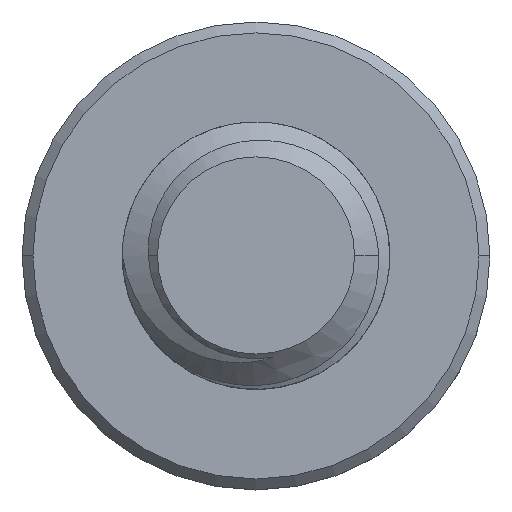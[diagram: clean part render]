
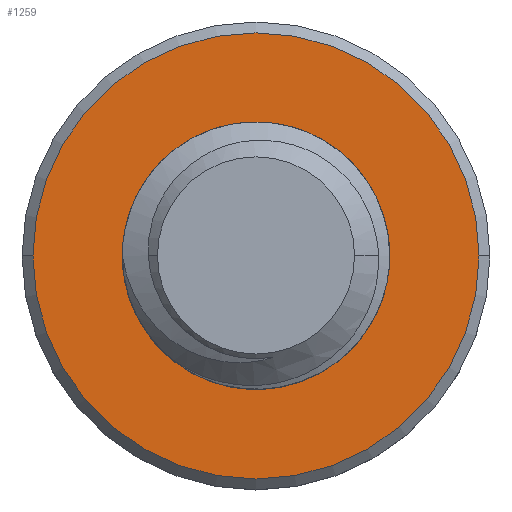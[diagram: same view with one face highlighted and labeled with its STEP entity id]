
A CAD part, top view. The second image highlights one B-rep face of the part: STEP entity #1259.
In plain terms, the highlighted planar face has unit normal (0, 0, 1).
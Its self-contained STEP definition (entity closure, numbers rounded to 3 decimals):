
#5 = EDGE_LOOP ( 'NONE', ( #801, #1321 ) ) ;
#14 = AXIS2_PLACEMENT_3D ( 'NONE', #1359, #409, #1343 ) ;
#130 = ORIENTED_EDGE ( 'NONE', *, *, #1338, .T. ) ;
#173 = EDGE_CURVE ( 'NONE', #678, #1390, #1347, .T. ) ;
#202 = DIRECTION ( 'NONE',  ( 1., 0., 0. ) ) ;
#244 = DIRECTION ( 'NONE',  ( 1., 0., 0. ) ) ;
#246 = DIRECTION ( 'NONE',  ( 1., 0., 0. ) ) ;
#253 = CARTESIAN_POINT ( 'NONE',  ( 0., 0., -1.35 ) ) ;
#395 = CIRCLE ( 'NONE', #1397, 3.338 ) ;
#409 = DIRECTION ( 'NONE',  ( 0., 0., 1. ) ) ;
#433 = CARTESIAN_POINT ( 'NONE',  ( 3.338, 0., -1.35 ) ) ;
#435 = CIRCLE ( 'NONE', #609, 2. ) ;
#489 = EDGE_CURVE ( 'NONE', #660, #1272, #712, .T. ) ;
#490 = AXIS2_PLACEMENT_3D ( 'NONE', #1653, #1974, #244 ) ;
#573 = CARTESIAN_POINT ( 'NONE',  ( 0., 0., -1.35 ) ) ;
#609 = AXIS2_PLACEMENT_3D ( 'NONE', #573, #1987, #246 ) ;
#660 = VERTEX_POINT ( 'NONE', #1630 ) ;
#678 = VERTEX_POINT ( 'NONE', #1212 ) ;
#712 = CIRCLE ( 'NONE', #14, 2. ) ;
#737 = EDGE_CURVE ( 'NONE', #1272, #660, #435, .T. ) ;
#801 = ORIENTED_EDGE ( 'NONE', *, *, #489, .F. ) ;
#1013 = CARTESIAN_POINT ( 'NONE',  ( 2., 0., -1.35 ) ) ;
#1166 = DIRECTION ( 'NONE',  ( 0., 0., 1. ) ) ;
#1209 = DIRECTION ( 'NONE',  ( 0., 0., 1. ) ) ;
#1212 = CARTESIAN_POINT ( 'NONE',  ( -3.338, 0., -1.35 ) ) ;
#1259 = ADVANCED_FACE ( 'NONE', ( #1766, #1494 ), #1336, .T. ) ;
#1272 = VERTEX_POINT ( 'NONE', #1013 ) ;
#1321 = ORIENTED_EDGE ( 'NONE', *, *, #737, .F. ) ;
#1323 = CARTESIAN_POINT ( 'NONE',  ( 0., 0., -1.35 ) ) ;
#1336 = PLANE ( 'NONE',  #490 ) ;
#1338 = EDGE_CURVE ( 'NONE', #1390, #678, #395, .T. ) ;
#1343 = DIRECTION ( 'NONE',  ( 1., 0., 0. ) ) ;
#1347 = CIRCLE ( 'NONE', #1695, 3.338 ) ;
#1359 = CARTESIAN_POINT ( 'NONE',  ( 0., 0., -1.35 ) ) ;
#1390 = VERTEX_POINT ( 'NONE', #433 ) ;
#1397 = AXIS2_PLACEMENT_3D ( 'NONE', #253, #1209, #1852 ) ;
#1443 = EDGE_LOOP ( 'NONE', ( #1761, #130 ) ) ;
#1494 = FACE_OUTER_BOUND ( 'NONE', #1443, .T. ) ;
#1630 = CARTESIAN_POINT ( 'NONE',  ( -2., 0., -1.35 ) ) ;
#1653 = CARTESIAN_POINT ( 'NONE',  ( 3.338, 0., -1.35 ) ) ;
#1695 = AXIS2_PLACEMENT_3D ( 'NONE', #1323, #1166, #202 ) ;
#1761 = ORIENTED_EDGE ( 'NONE', *, *, #173, .T. ) ;
#1766 = FACE_BOUND ( 'NONE', #5, .T. ) ;
#1852 = DIRECTION ( 'NONE',  ( 1., 0., 0. ) ) ;
#1974 = DIRECTION ( 'NONE',  ( 0., 0., 1. ) ) ;
#1987 = DIRECTION ( 'NONE',  ( 0., 0., 1. ) ) ;
